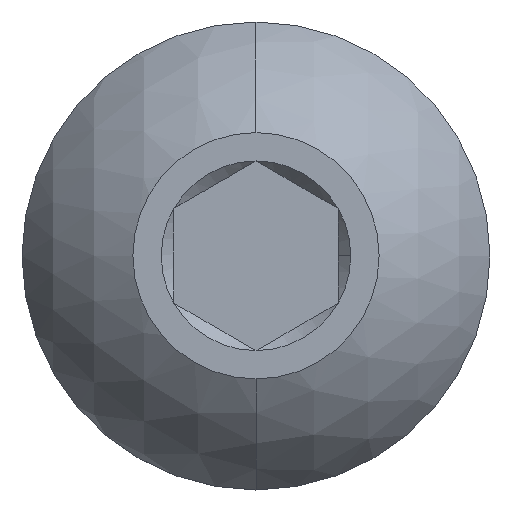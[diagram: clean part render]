
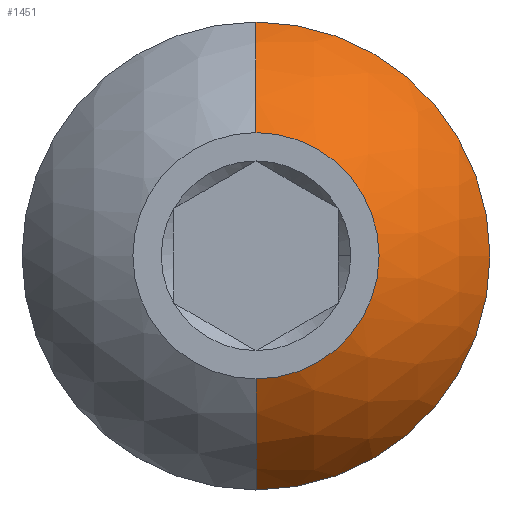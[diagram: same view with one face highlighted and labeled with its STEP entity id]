
A CAD part, top view. The second image highlights one B-rep face of the part: STEP entity #1451.
In plain terms, the highlighted spherical face has radius 3.172 mm.
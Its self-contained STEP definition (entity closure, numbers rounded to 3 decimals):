
#141 = DIRECTION ( 'NONE',  ( 1., 0., 0. ) ) ;
#197 = CIRCLE ( 'NONE', #1525, 2.85 ) ;
#221 = ORIENTED_EDGE ( 'NONE', *, *, #3242, .F. ) ;
#280 = CARTESIAN_POINT ( 'NONE',  ( 0., 0., 0. ) ) ;
#299 = VERTEX_POINT ( 'NONE', #2360 ) ;
#306 = DIRECTION ( 'NONE',  ( 0., 0., 1. ) ) ;
#335 = CARTESIAN_POINT ( 'NONE',  ( 0., 0., -1.403 ) ) ;
#442 = AXIS2_PLACEMENT_3D ( 'NONE', #3310, #306, #1174 ) ;
#476 = AXIS2_PLACEMENT_3D ( 'NONE', #639, #141, #2574 ) ;
#477 = SPHERICAL_SURFACE ( 'NONE', #476, 3.172 ) ;
#556 = CARTESIAN_POINT ( 'NONE',  ( 0., 0., -2.795 ) ) ;
#639 = CARTESIAN_POINT ( 'NONE',  ( 0., 0., -2.795 ) ) ;
#762 = AXIS2_PLACEMENT_3D ( 'NONE', #2448, #1587, #3658 ) ;
#924 = DIRECTION ( 'NONE',  ( 1., 0., 0. ) ) ;
#947 = DIRECTION ( 'NONE',  ( 0., 0., 1. ) ) ;
#1011 = EDGE_CURVE ( 'NONE', #299, #1763, #2922, .T. ) ;
#1055 = CARTESIAN_POINT ( 'NONE',  ( 0., 2.85, -1.403 ) ) ;
#1136 = CARTESIAN_POINT ( 'NONE',  ( 0., -1.5, 0. ) ) ;
#1174 = DIRECTION ( 'NONE',  ( 1., 0., 0. ) ) ;
#1265 = EDGE_CURVE ( 'NONE', #3274, #299, #197, .T. ) ;
#1451 = ADVANCED_FACE ( 'NONE', ( #2271 ), #477, .T. ) ;
#1500 = DIRECTION ( 'NONE',  ( 0., -1., 0. ) ) ;
#1525 = AXIS2_PLACEMENT_3D ( 'NONE', #335, #947, #924 ) ;
#1587 = DIRECTION ( 'NONE',  ( 1., 0., 0. ) ) ;
#1643 = CIRCLE ( 'NONE', #1999, 1.5 ) ;
#1763 = VERTEX_POINT ( 'NONE', #1055 ) ;
#1999 = AXIS2_PLACEMENT_3D ( 'NONE', #280, #2950, #2387 ) ;
#2173 = CIRCLE ( 'NONE', #2530, 3.172 ) ;
#2266 = CARTESIAN_POINT ( 'NONE',  ( 0., 1.5, 0. ) ) ;
#2271 = FACE_OUTER_BOUND ( 'NONE', #2319, .T. ) ;
#2319 = EDGE_LOOP ( 'NONE', ( #3509, #3738, #3488, #221, #3787 ) ) ;
#2360 = CARTESIAN_POINT ( 'NONE',  ( 2.85, 0., -1.403 ) ) ;
#2387 = DIRECTION ( 'NONE',  ( 1., 0., 0. ) ) ;
#2397 = VERTEX_POINT ( 'NONE', #2266 ) ;
#2448 = CARTESIAN_POINT ( 'NONE',  ( 0., 0., -2.795 ) ) ;
#2530 = AXIS2_PLACEMENT_3D ( 'NONE', #556, #3268, #1500 ) ;
#2574 = DIRECTION ( 'NONE',  ( 0., -1., 0. ) ) ;
#2687 = CARTESIAN_POINT ( 'NONE',  ( 0., -2.85, -1.403 ) ) ;
#2922 = CIRCLE ( 'NONE', #442, 2.85 ) ;
#2950 = DIRECTION ( 'NONE',  ( 0., 0., 1. ) ) ;
#3164 = CIRCLE ( 'NONE', #762, 3.172 ) ;
#3242 = EDGE_CURVE ( 'NONE', #3244, #2397, #1643, .T. ) ;
#3244 = VERTEX_POINT ( 'NONE', #1136 ) ;
#3268 = DIRECTION ( 'NONE',  ( -1., 0., 0. ) ) ;
#3274 = VERTEX_POINT ( 'NONE', #2687 ) ;
#3310 = CARTESIAN_POINT ( 'NONE',  ( 0., 0., -1.403 ) ) ;
#3488 = ORIENTED_EDGE ( 'NONE', *, *, #3832, .T. ) ;
#3509 = ORIENTED_EDGE ( 'NONE', *, *, #1265, .T. ) ;
#3658 = DIRECTION ( 'NONE',  ( 0., 1., 0. ) ) ;
#3695 = EDGE_CURVE ( 'NONE', #3274, #3244, #2173, .T. ) ;
#3738 = ORIENTED_EDGE ( 'NONE', *, *, #1011, .T. ) ;
#3787 = ORIENTED_EDGE ( 'NONE', *, *, #3695, .F. ) ;
#3832 = EDGE_CURVE ( 'NONE', #1763, #2397, #3164, .T. ) ;
